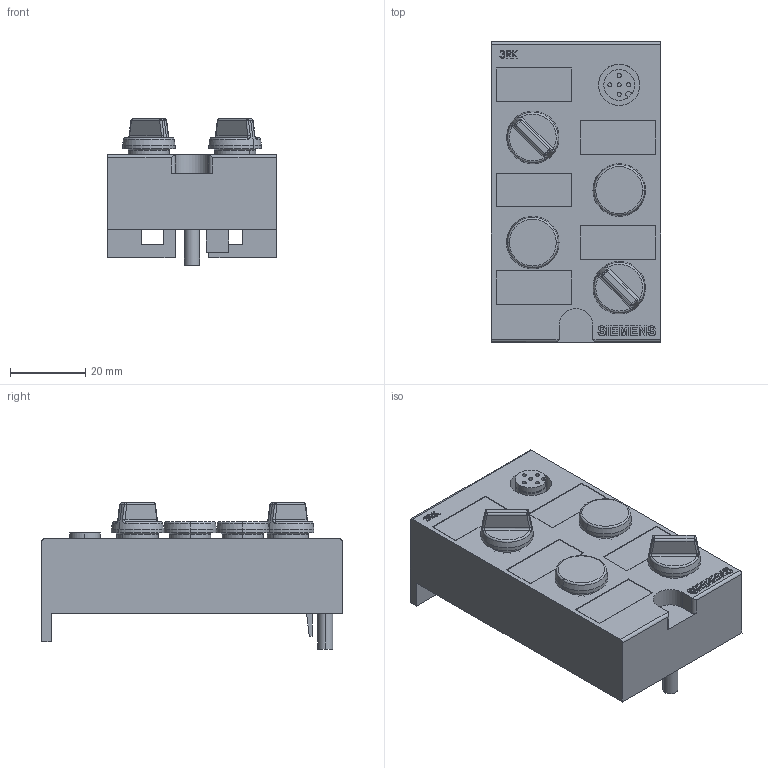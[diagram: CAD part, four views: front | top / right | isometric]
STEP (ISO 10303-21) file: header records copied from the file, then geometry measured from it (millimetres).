
FILE_DESCRIPTION (( 'STEP AP214' ), '1' );
FILE_NAME ('3RK1205_00001539_000__3D.STEP', '2006-09-27T12:10:52', ( 'CAT' ), ( 'Siemens AG' ), 'SwSTEP 2.0', 'SolidWorks 2006104', '' );
FILE_SCHEMA (( 'AUTOMOTIVE_DESIGN' ));
Length unit declared in the file: millimetre
Products named in the file (1): 3RK1205_00001539_000__3D
Bounding box: 45 x 80 x 38.9 mm (x, y, z)
Volume: 72714.4 mm3; surface area: 19657.4 mm2
Topology: 11 solids, 11 shells, 543 faces, 1316 edges, 838 vertices
Faces by surface type: plane 240, cylinder 164, bspline 65, cone 44, torus 22, sphere 8
Entity records: 29247 total; most frequent: CARTESIAN_POINT 11585, ORIENTED_EDGE 2616, DIRECTION 2560, EDGE_CURVE 1308, AXIS2_PLACEMENT_3D 909, VERTEX_POINT 838, VECTOR 742, LINE 742
